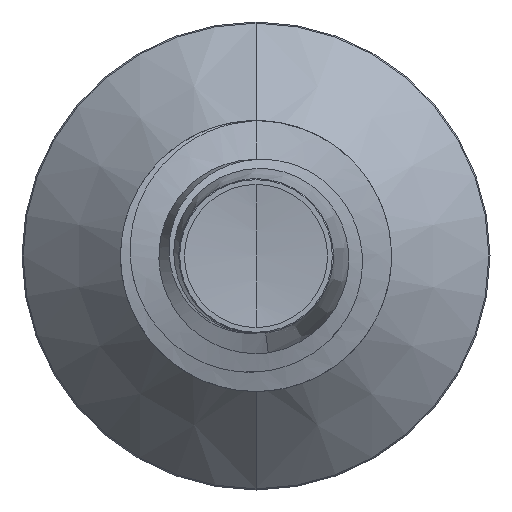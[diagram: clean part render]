
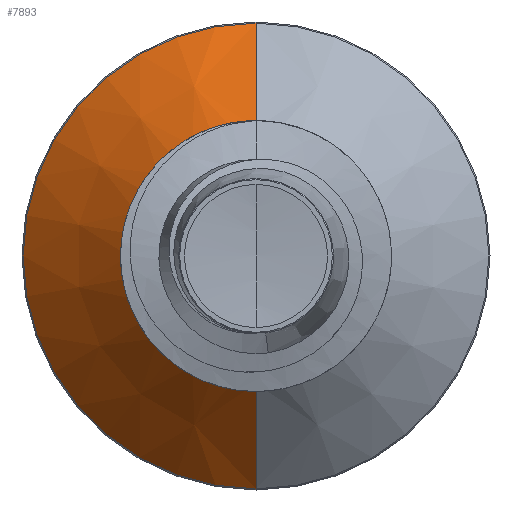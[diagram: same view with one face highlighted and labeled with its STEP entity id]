
A CAD part, front view. The second image highlights one B-rep face of the part: STEP entity #7893.
In plain terms, the highlighted conical face has half-angle 45 degrees and reference radius 1.034 mm.
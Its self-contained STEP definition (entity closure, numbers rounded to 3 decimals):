
#78 = CARTESIAN_POINT ( 'NONE',  ( 0., 2.784, 0. ) ) ;
#564 = VERTEX_POINT ( 'NONE', #4980 ) ;
#808 = EDGE_CURVE ( 'NONE', #3306, #10492, #10054, .T. ) ;
#810 = VECTOR ( 'NONE', #1336, 1000. ) ;
#816 = CARTESIAN_POINT ( 'NONE',  ( 0., 2.784, 0. ) ) ;
#912 = DIRECTION ( 'NONE',  ( 0., 0., 1. ) ) ;
#947 = VECTOR ( 'NONE', #3888, 1000. ) ;
#1336 = DIRECTION ( 'NONE',  ( 0., 0.707, 0.707 ) ) ;
#2113 = CARTESIAN_POINT ( 'NONE',  ( 0., 3.64, 1.89 ) ) ;
#2176 = CARTESIAN_POINT ( 'NONE',  ( 0., 2.784, 1.034 ) ) ;
#2209 = AXIS2_PLACEMENT_3D ( 'NONE', #4016, #4004, #3989 ) ;
#2277 = FACE_OUTER_BOUND ( 'NONE', #5364, .T. ) ;
#2572 = DIRECTION ( 'NONE',  ( 0., 1., 0. ) ) ;
#3101 = LINE ( 'NONE', #2176, #810 ) ;
#3306 = VERTEX_POINT ( 'NONE', #6934 ) ;
#3559 = AXIS2_PLACEMENT_3D ( 'NONE', #78, #6179, #912 ) ;
#3888 = DIRECTION ( 'NONE',  ( 0., 0.707, -0.707 ) ) ;
#3989 = DIRECTION ( 'NONE',  ( 0., 0., 1. ) ) ;
#4004 = DIRECTION ( 'NONE',  ( 0., 1., 0. ) ) ;
#4016 = CARTESIAN_POINT ( 'NONE',  ( 0., 3.64, 0. ) ) ;
#4018 = EDGE_CURVE ( 'NONE', #564, #7858, #7509, .T. ) ;
#4980 = CARTESIAN_POINT ( 'NONE',  ( 0., 2.784, -1.034 ) ) ;
#5203 = EDGE_CURVE ( 'NONE', #7858, #10492, #3101, .T. ) ;
#5364 = EDGE_LOOP ( 'NONE', ( #10699, #8935, #8890, #9833 ) ) ;
#5790 = EDGE_CURVE ( 'NONE', #564, #3306, #9809, .T. ) ;
#6065 = DIRECTION ( 'NONE',  ( 0., 0., 1. ) ) ;
#6179 = DIRECTION ( 'NONE',  ( 0., 1., 0. ) ) ;
#6412 = CONICAL_SURFACE ( 'NONE', #9679, 1.034, 0.785 ) ;
#6934 = CARTESIAN_POINT ( 'NONE',  ( 0., 3.64, -1.89 ) ) ;
#7509 = CIRCLE ( 'NONE', #3559, 1.034 ) ;
#7745 = CARTESIAN_POINT ( 'NONE',  ( 0., 2.784, 1.034 ) ) ;
#7858 = VERTEX_POINT ( 'NONE', #7745 ) ;
#7893 = ADVANCED_FACE ( 'NONE', ( #2277 ), #6412, .T. ) ;
#8890 = ORIENTED_EDGE ( 'NONE', *, *, #5203, .T. ) ;
#8935 = ORIENTED_EDGE ( 'NONE', *, *, #4018, .T. ) ;
#9679 = AXIS2_PLACEMENT_3D ( 'NONE', #816, #2572, #6065 ) ;
#9809 = LINE ( 'NONE', #9851, #947 ) ;
#9833 = ORIENTED_EDGE ( 'NONE', *, *, #808, .F. ) ;
#9851 = CARTESIAN_POINT ( 'NONE',  ( 0., 2.784, -1.034 ) ) ;
#10054 = CIRCLE ( 'NONE', #2209, 1.89 ) ;
#10492 = VERTEX_POINT ( 'NONE', #2113 ) ;
#10699 = ORIENTED_EDGE ( 'NONE', *, *, #5790, .F. ) ;
